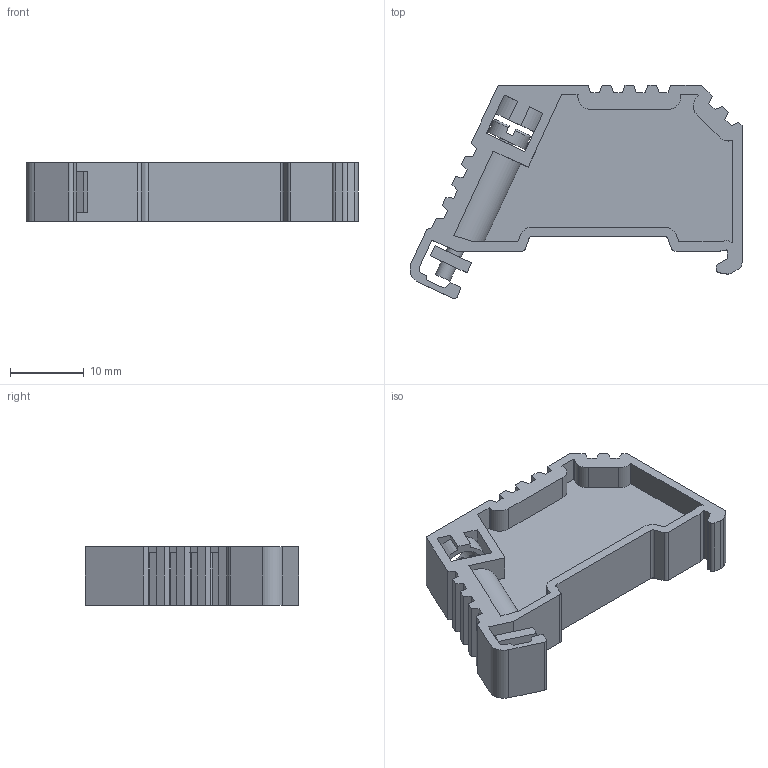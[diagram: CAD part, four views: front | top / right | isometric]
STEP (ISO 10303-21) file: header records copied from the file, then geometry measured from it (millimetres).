
FILE_DESCRIPTION (( 'STEP AP214' ), '1' );
FILE_NAME ('KN-EB3.step', '2015-05-04T11:25:04', ( '' ), ( '' ), 'SwSTEP 2.0', 'SolidWorks 2014', '' );
FILE_SCHEMA (( 'AUTOMOTIVE_DESIGN' ));
Length unit declared in the file: millimetre
Products named in the file (1): KN-EB3
Bounding box: 45.09 x 28.94 x 8 mm (x, y, z)
Volume: 2795.4 mm3; surface area: 4259.1 mm2
Topology: 1 solids, 1 shells, 263 faces, 744 edges, 490 vertices
Faces by surface type: plane 177, cylinder 83, torus 3
Entity records: 11404 total; most frequent: CARTESIAN_POINT 1630, ORIENTED_EDGE 1488, DIRECTION 1398, EDGE_CURVE 744, LINE 558, VECTOR 558, VERTEX_POINT 490, AXIS2_PLACEMENT_3D 420
